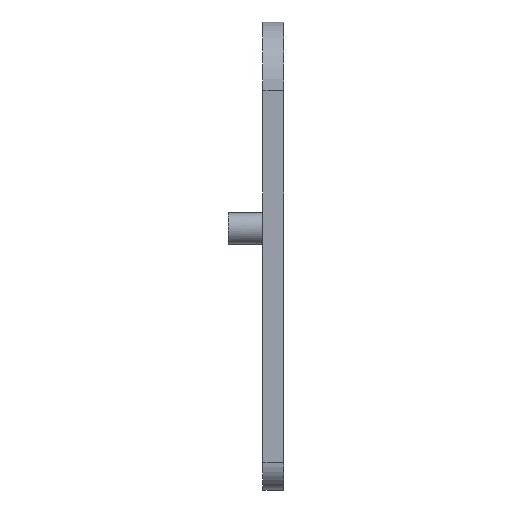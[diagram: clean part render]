
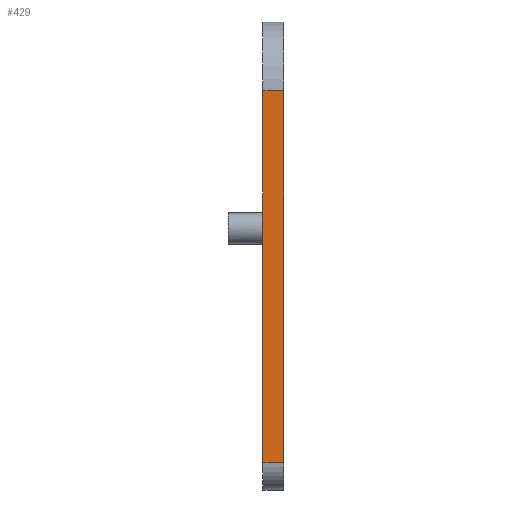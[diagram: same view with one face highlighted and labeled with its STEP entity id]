
A CAD part, front view. The second image highlights one B-rep face of the part: STEP entity #429.
In plain terms, the highlighted planar face has unit normal (0, -1, 0).
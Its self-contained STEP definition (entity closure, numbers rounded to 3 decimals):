
#402=AXIS2_PLACEMENT_3D('Plane Axis2P3D',#399,#400,#401) ;
#84=CARTESIAN_POINT('Line Origine',(2.5,0.,15.5)) ;
#88=CARTESIAN_POINT('Vertex',(2.5,0.,29.)) ;
#90=CARTESIAN_POINT('Vertex',(2.5,0.,2.)) ;
#399=CARTESIAN_POINT('Axis2P3D Location',(2.5,0.,34.)) ;
#404=CARTESIAN_POINT('Line Origine',(3.25,0.,2.)) ;
#408=CARTESIAN_POINT('Vertex',(4.,0.,2.)) ;
#411=CARTESIAN_POINT('Line Origine',(4.,0.,15.5)) ;
#415=CARTESIAN_POINT('Vertex',(4.,0.,29.)) ;
#418=CARTESIAN_POINT('Line Origine',(3.25,0.,29.)) ;
#85=DIRECTION('Vector Direction',(0.,0.,-1.)) ;
#400=DIRECTION('Axis2P3D Direction',(0.,-1.,0.)) ;
#401=DIRECTION('Axis2P3D XDirection',(0.,0.,-1.)) ;
#405=DIRECTION('Vector Direction',(-1.,0.,0.)) ;
#412=DIRECTION('Vector Direction',(0.,0.,-1.)) ;
#419=DIRECTION('Vector Direction',(-1.,0.,0.)) ;
#86=VECTOR('Line Direction',#85,1.) ;
#406=VECTOR('Line Direction',#405,1.) ;
#413=VECTOR('Line Direction',#412,1.) ;
#420=VECTOR('Line Direction',#419,1.) ;
#424=ORIENTED_EDGE('',*,*,#92,.T.) ;
#425=ORIENTED_EDGE('',*,*,#410,.F.) ;
#426=ORIENTED_EDGE('',*,*,#417,.F.) ;
#427=ORIENTED_EDGE('',*,*,#422,.T.) ;
#429=ADVANCED_FACE('Koerper.2',(#428),#403,.T.) ;
#92=EDGE_CURVE('',#89,#91,#87,.T.) ;
#410=EDGE_CURVE('',#409,#91,#407,.T.) ;
#417=EDGE_CURVE('',#416,#409,#414,.T.) ;
#422=EDGE_CURVE('',#416,#89,#421,.T.) ;
#423=EDGE_LOOP('',(#424,#425,#426,#427)) ;
#428=FACE_OUTER_BOUND('',#423,.T.) ;
#87=LINE('Line',#84,#86) ;
#407=LINE('Line',#404,#406) ;
#414=LINE('Line',#411,#413) ;
#421=LINE('Line',#418,#420) ;
#403=PLANE('',#402) ;
#89=VERTEX_POINT('',#88) ;
#91=VERTEX_POINT('',#90) ;
#409=VERTEX_POINT('',#408) ;
#416=VERTEX_POINT('',#415) ;
